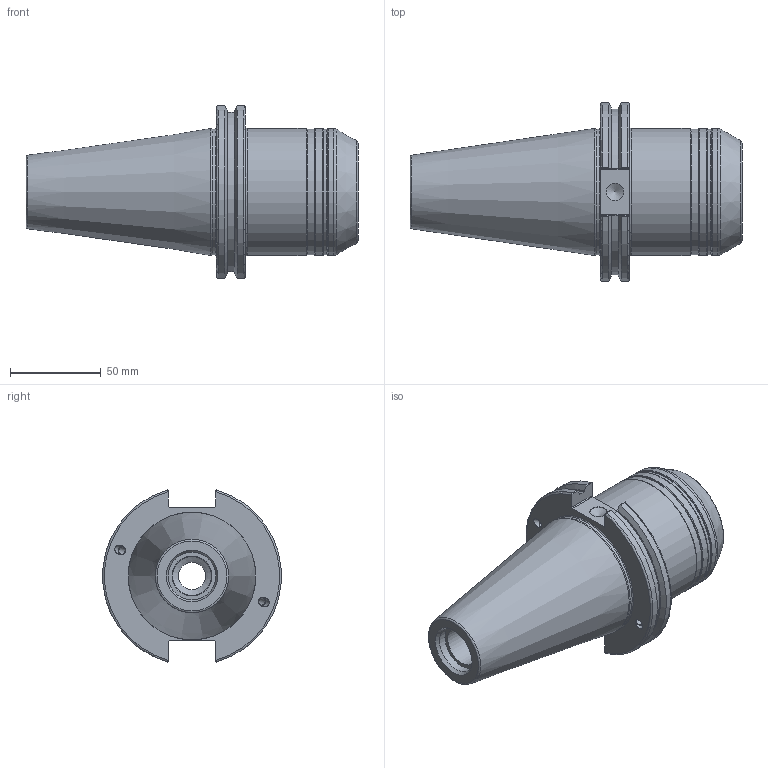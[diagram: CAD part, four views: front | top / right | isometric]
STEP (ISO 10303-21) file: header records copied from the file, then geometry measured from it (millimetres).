
FILE_DESCRIPTION(/* description */ (''),/* implementation_level */ '2;1');
FILE_NAME(/* name */ 'WL028SNR.stp',/* time_stamp */ '2021-06-28T10:30:13+09:00',/* author */ ('eos'),/* organization */ (''),/* preprocessor_version */ 'ST-DEVELOPER v18.1',/* originating_system */ 'Autodesk Inventor 2020',/* authorisation */ '');
FILE_SCHEMA (('AUTOMOTIVE_DESIGN { 1 0 10303 214 3 1 1 }'));
Length unit declared in the file: millimetre
Products named in the file (1): LO-CAT50ADB-HC32S-81
Bounding box: 182.6 x 98.06 x 94.69 mm (x, y, z)
Volume: 503309.1 mm3; surface area: 63401.3 mm2
Topology: 1 solids, 1 shells, 98 faces, 314 edges, 222 vertices
Faces by surface type: plane 33, cylinder 31, torus 17, cone 17
Full cylindrical faces by diameter (mm): 4.134 x8, 5 x4, 9.525 x1, 14.917 x1, 21.5 x1, 21.971 x1, 26.2 x1, 31.75 x1, 32.6 x1, 68.9 x2, 69.25 x1, 69.9 x3
Entity records: 3800 total; most frequent: CARTESIAN_POINT 858, DIRECTION 649, ORIENTED_EDGE 622, EDGE_CURVE 311, AXIS2_PLACEMENT_3D 277, VERTEX_POINT 222, CIRCLE 158, EDGE_LOOP 115
